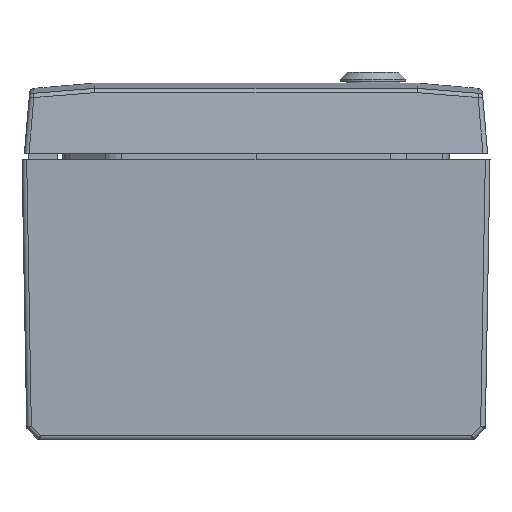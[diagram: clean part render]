
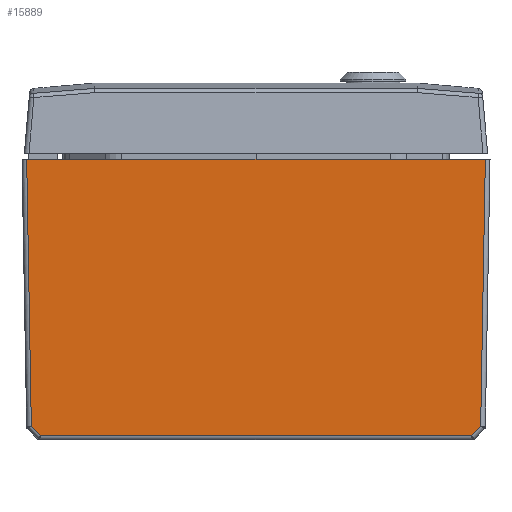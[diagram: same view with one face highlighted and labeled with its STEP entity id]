
A CAD part, front view. The second image highlights one B-rep face of the part: STEP entity #15889.
In plain terms, the highlighted planar face has unit normal (0, -1, -0.018).
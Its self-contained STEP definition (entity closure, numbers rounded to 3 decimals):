
#321 = CARTESIAN_POINT ( 'NONE',  ( -100., -150., 0. ) ) ;
#1290 = ORIENTED_EDGE ( 'NONE', *, *, #24367, .F. ) ;
#1637 = VERTEX_POINT ( 'NONE', #37622 ) ;
#2662 = CARTESIAN_POINT ( 'NONE',  ( 92.077, -147.94, -118.035 ) ) ;
#4636 = LINE ( 'NONE', #31149, #17171 ) ;
#4752 = VECTOR ( 'NONE', #9983, 1000. ) ;
#5067 = VERTEX_POINT ( 'NONE', #45769 ) ;
#6520 = VECTOR ( 'NONE', #30307, 1000. ) ;
#6793 = VECTOR ( 'NONE', #56659, 1000. ) ;
#6928 = VERTEX_POINT ( 'NONE', #2662 ) ;
#7485 = EDGE_LOOP ( 'NONE', ( #31191, #36482, #12770, #1290, #9341, #36429 ) ) ;
#8746 = LINE ( 'NONE', #13059, #6793 ) ;
#9341 = ORIENTED_EDGE ( 'NONE', *, *, #17301, .T. ) ;
#9983 = DIRECTION ( 'NONE',  ( 1., 0., 0. ) ) ;
#12423 = LINE ( 'NONE', #43599, #6520 ) ;
#12770 = ORIENTED_EDGE ( 'NONE', *, *, #52848, .T. ) ;
#13059 = CARTESIAN_POINT ( 'NONE',  ( 55.08, -147.294, -155.032 ) ) ;
#13862 = PLANE ( 'NONE',  #57063 ) ;
#15889 = ADVANCED_FACE ( 'NONE', ( #53418 ), #13862, .T. ) ;
#17171 = VECTOR ( 'NONE', #40670, 1000. ) ;
#17301 = EDGE_CURVE ( 'NONE', #5067, #37198, #4636, .T. ) ;
#22098 = LINE ( 'NONE', #31890, #4752 ) ;
#23813 = VECTOR ( 'NONE', #44756, 1000. ) ;
#24367 = EDGE_CURVE ( 'NONE', #5067, #1637, #40421, .T. ) ;
#25985 = DIRECTION ( 'NONE',  ( 0.707, 0.012, -0.707 ) ) ;
#27134 = DIRECTION ( 'NONE',  ( 0., 0.017, -1. ) ) ;
#29299 = EDGE_CURVE ( 'NONE', #37198, #51736, #30022, .T. ) ;
#29992 = VERTEX_POINT ( 'NONE', #45454 ) ;
#30022 = LINE ( 'NONE', #34642, #48242 ) ;
#30307 = DIRECTION ( 'NONE',  ( 0.017, -0.017, 1. ) ) ;
#31149 = CARTESIAN_POINT ( 'NONE',  ( -98.001, -150.001, 0.035 ) ) ;
#31150 = EDGE_CURVE ( 'NONE', #6928, #29992, #8746, .T. ) ;
#31191 = ORIENTED_EDGE ( 'NONE', *, *, #39799, .T. ) ;
#31752 = CARTESIAN_POINT ( 'NONE',  ( -100., -150., 0. ) ) ;
#31890 = CARTESIAN_POINT ( 'NONE',  ( -100., -147.94, -118.035 ) ) ;
#34490 = CARTESIAN_POINT ( 'NONE',  ( -96.009, -148.008, -114.103 ) ) ;
#34642 = CARTESIAN_POINT ( 'NONE',  ( -155.064, -149.039, -55.048 ) ) ;
#35216 = CARTESIAN_POINT ( 'NONE',  ( -92.077, -147.94, -118.035 ) ) ;
#36429 = ORIENTED_EDGE ( 'NONE', *, *, #29299, .T. ) ;
#36482 = ORIENTED_EDGE ( 'NONE', *, *, #31150, .T. ) ;
#37198 = VERTEX_POINT ( 'NONE', #34490 ) ;
#37622 = CARTESIAN_POINT ( 'NONE',  ( 98., -150., 0. ) ) ;
#39799 = EDGE_CURVE ( 'NONE', #51736, #6928, #22098, .T. ) ;
#40421 = LINE ( 'NONE', #321, #23813 ) ;
#40670 = DIRECTION ( 'NONE',  ( 0.017, 0.017, -1. ) ) ;
#43599 = CARTESIAN_POINT ( 'NONE',  ( 97.94, -149.94, -3.454 ) ) ;
#44756 = DIRECTION ( 'NONE',  ( 1., 0., 0. ) ) ;
#45454 = CARTESIAN_POINT ( 'NONE',  ( 96.009, -148.008, -114.103 ) ) ;
#45769 = CARTESIAN_POINT ( 'NONE',  ( -98., -150., 0. ) ) ;
#48242 = VECTOR ( 'NONE', #25985, 1000. ) ;
#49089 = DIRECTION ( 'NONE',  ( 0., -1., -0.017 ) ) ;
#51736 = VERTEX_POINT ( 'NONE', #35216 ) ;
#52848 = EDGE_CURVE ( 'NONE', #29992, #1637, #12423, .T. ) ;
#53418 = FACE_OUTER_BOUND ( 'NONE', #7485, .T. ) ;
#56659 = DIRECTION ( 'NONE',  ( 0.707, -0.012, 0.707 ) ) ;
#57063 = AXIS2_PLACEMENT_3D ( 'NONE', #31752, #49089, #27134 ) ;
